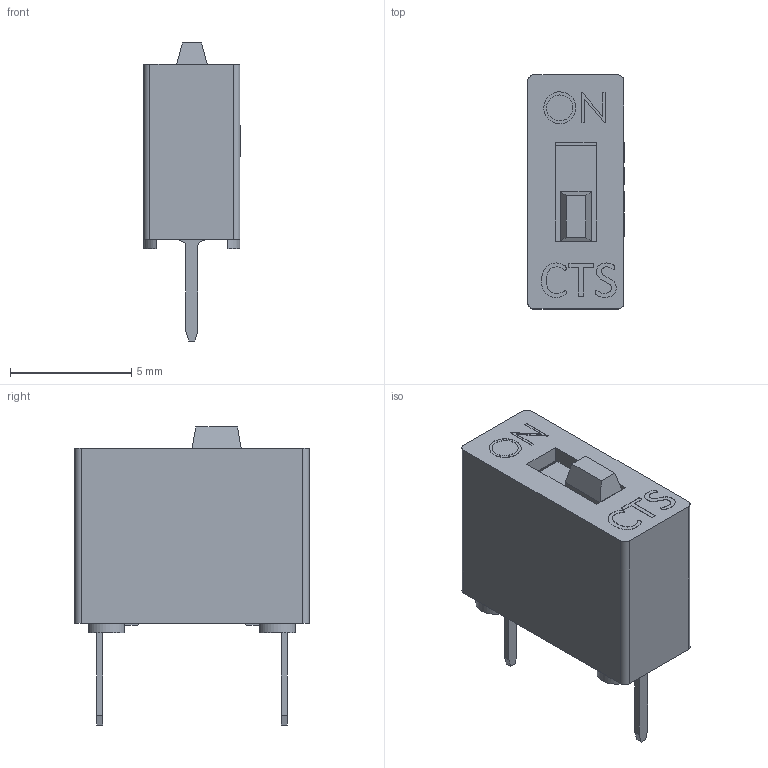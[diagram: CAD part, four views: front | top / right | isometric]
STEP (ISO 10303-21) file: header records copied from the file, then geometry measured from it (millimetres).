
FILE_DESCRIPTION (( 'STEP AP214' ), '1' );
FILE_NAME ('206-1S.STEP', '2019-05-24T06:35:37', ( '' ), ( '' ), 'SwSTEP 2.0', 'SolidWorks 2019', '' );
FILE_SCHEMA (( 'AUTOMOTIVE_DESIGN' ));
Length unit declared in the file: millimetre
Products named in the file (4): 206-56-014-35-01; 206-1S; 206-93&94-1pole; 206-40-031(for 206001)
Assembly tree (3 placements, depth 2):
  206-1S
    206-40-031(for 206001)
    206-93&94-1pole
    206-56-014-35-01
Bounding box: 3.97 x 9.65 x 12.29 mm (x, y, z)
Volume: 221.4 mm3; surface area: 679.1 mm2
Topology: 3 solids, 3 shells, 228 faces, 611 edges, 404 vertices
Faces by surface type: plane 139, bspline 67, cylinder 22
Entity records: 10836 total; most frequent: CARTESIAN_POINT 5116, ORIENTED_EDGE 1222, DIRECTION 857, EDGE_CURVE 611, VECTOR 431, LINE 431, VERTEX_POINT 404, EDGE_LOOP 247
